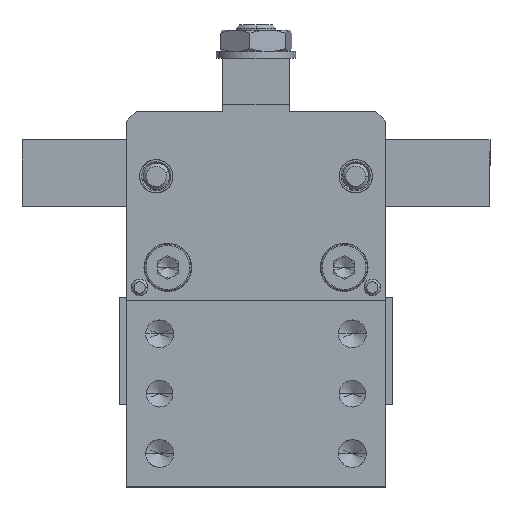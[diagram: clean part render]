
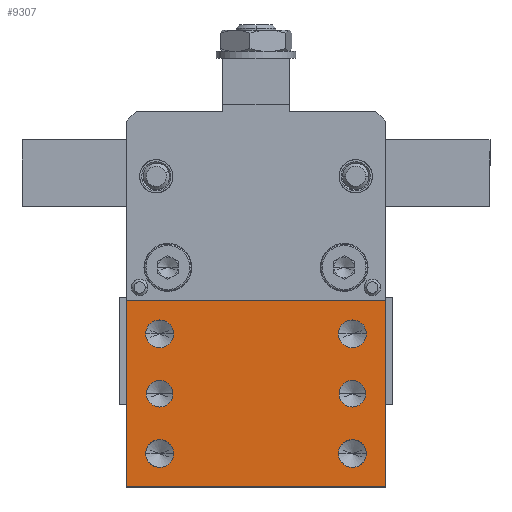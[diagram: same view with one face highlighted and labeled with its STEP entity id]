
A CAD part, top view. The second image highlights one B-rep face of the part: STEP entity #9307.
In plain terms, the highlighted planar face has unit normal (0, 0, 1).
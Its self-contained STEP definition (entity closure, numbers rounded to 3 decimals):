
#693 = VERTEX_POINT ( 'NONE', #1349 ) ;
#810 = DIRECTION ( 'NONE',  ( -1., 0., 0. ) ) ;
#828 = DIRECTION ( 'NONE',  ( 0., 0., -1. ) ) ;
#883 = PLANE ( 'NONE',  #6882 ) ;
#892 = CARTESIAN_POINT ( 'NONE',  ( -19.5, 35.6, 14. ) ) ;
#1166 = VERTEX_POINT ( 'NONE', #1233 ) ;
#1233 = CARTESIAN_POINT ( 'NONE',  ( -16.6, 5., 14. ) ) ;
#1237 = CARTESIAN_POINT ( 'NONE',  ( 12.4, 23., 14. ) ) ;
#1315 = CARTESIAN_POINT ( 'NONE',  ( -12.4, 23., 14. ) ) ;
#1329 = VERTEX_POINT ( 'NONE', #1429 ) ;
#1349 = CARTESIAN_POINT ( 'NONE',  ( 19.5, 28., 14. ) ) ;
#1386 = VERTEX_POINT ( 'NONE', #1237 ) ;
#1423 = VERTEX_POINT ( 'NONE', #1315 ) ;
#1429 = CARTESIAN_POINT ( 'NONE',  ( 16.6, 5., 14. ) ) ;
#3242 = CARTESIAN_POINT ( 'NONE',  ( 14.5, 5., 14. ) ) ;
#3243 = DIRECTION ( 'NONE',  ( 0., 0., 1. ) ) ;
#3244 = DIRECTION ( 'NONE',  ( 1., 0., 0. ) ) ;
#3247 = CARTESIAN_POINT ( 'NONE',  ( 14.5, 23., 14. ) ) ;
#3248 = DIRECTION ( 'NONE',  ( 0., 0., 1. ) ) ;
#3249 = DIRECTION ( 'NONE',  ( 1., 0., 0. ) ) ;
#3379 = CARTESIAN_POINT ( 'NONE',  ( -14.5, 14., 14. ) ) ;
#3387 = DIRECTION ( 'NONE',  ( 0., 0., 1. ) ) ;
#3388 = DIRECTION ( 'NONE',  ( 1., 0., 0. ) ) ;
#3407 = CARTESIAN_POINT ( 'NONE',  ( 19.5, 0., 14. ) ) ;
#3408 = DIRECTION ( 'NONE',  ( 0., 1., 0. ) ) ;
#3415 = CARTESIAN_POINT ( 'NONE',  ( 14.5, 14., 14. ) ) ;
#3420 = DIRECTION ( 'NONE',  ( 0., 0., 1. ) ) ;
#3421 = DIRECTION ( 'NONE',  ( 1., 0., 0. ) ) ;
#3425 = CARTESIAN_POINT ( 'NONE',  ( -19.5, 0., 14. ) ) ;
#3426 = DIRECTION ( 'NONE',  ( 1., 0., 0. ) ) ;
#3614 = CARTESIAN_POINT ( 'NONE',  ( -19.5, 0., 14. ) ) ;
#3615 = DIRECTION ( 'NONE',  ( 0., -1., 0. ) ) ;
#3679 = CARTESIAN_POINT ( 'NONE',  ( -14.5, 5., 14. ) ) ;
#3684 = DIRECTION ( 'NONE',  ( 0., 0., 1. ) ) ;
#3685 = DIRECTION ( 'NONE',  ( 1., 0., 0. ) ) ;
#3877 = CARTESIAN_POINT ( 'NONE',  ( -14.5, 14., 14. ) ) ;
#3878 = DIRECTION ( 'NONE',  ( 0., 0., 1. ) ) ;
#3879 = DIRECTION ( 'NONE',  ( 1., 0., 0. ) ) ;
#3886 = CARTESIAN_POINT ( 'NONE',  ( 14.5, 14., 14. ) ) ;
#3887 = DIRECTION ( 'NONE',  ( 0., 0., 1. ) ) ;
#3888 = DIRECTION ( 'NONE',  ( 1., 0., 0. ) ) ;
#4388 = EDGE_LOOP ( 'NONE', ( #10569, #10597 ) ) ;
#4396 = EDGE_LOOP ( 'NONE', ( #10615, #10560 ) ) ;
#4403 = EDGE_LOOP ( 'NONE', ( #10556, #10549, #10553, #10575 ) ) ;
#4423 = EDGE_LOOP ( 'NONE', ( #10546, #10542 ) ) ;
#4436 = CARTESIAN_POINT ( 'NONE',  ( -16.5, 14., 14. ) ) ;
#4438 = CARTESIAN_POINT ( 'NONE',  ( 12.5, 14., 14. ) ) ;
#4440 = CARTESIAN_POINT ( 'NONE',  ( -19.5, 28., 14. ) ) ;
#4452 = CARTESIAN_POINT ( 'NONE',  ( -12.4, 5., 14. ) ) ;
#4454 = CARTESIAN_POINT ( 'NONE',  ( -12.5, 14., 14. ) ) ;
#4470 = CARTESIAN_POINT ( 'NONE',  ( 12.4, 5., 14. ) ) ;
#4490 = CARTESIAN_POINT ( 'NONE',  ( -16.6, 23., 14. ) ) ;
#4492 = CARTESIAN_POINT ( 'NONE',  ( 16.5, 14., 14. ) ) ;
#5742 = CARTESIAN_POINT ( 'NONE',  ( -14.5, 5., 14. ) ) ;
#5743 = DIRECTION ( 'NONE',  ( 0., 0., 1. ) ) ;
#5744 = DIRECTION ( 'NONE',  ( 1., 0., 0. ) ) ;
#5794 = CARTESIAN_POINT ( 'NONE',  ( 14.5, 23., 14. ) ) ;
#5799 = DIRECTION ( 'NONE',  ( 0., 0., 1. ) ) ;
#5800 = DIRECTION ( 'NONE',  ( 1., 0., 0. ) ) ;
#5814 = CARTESIAN_POINT ( 'NONE',  ( -14.5, 23., 14. ) ) ;
#5815 = DIRECTION ( 'NONE',  ( 0., 0., 1. ) ) ;
#5816 = DIRECTION ( 'NONE',  ( 1., 0., 0. ) ) ;
#5851 = CARTESIAN_POINT ( 'NONE',  ( 14.5, 5., 14. ) ) ;
#5852 = DIRECTION ( 'NONE',  ( 0., 0., 1. ) ) ;
#5853 = DIRECTION ( 'NONE',  ( 1., 0., 0. ) ) ;
#6882 = AXIS2_PLACEMENT_3D ( 'NONE', #892, #828, #810 ) ;
#7310 = AXIS2_PLACEMENT_3D ( 'NONE', #5742, #5743, #5744 ) ;
#7312 = AXIS2_PLACEMENT_3D ( 'NONE', #5794, #5799, #5800 ) ;
#7318 = AXIS2_PLACEMENT_3D ( 'NONE', #5814, #5815, #5816 ) ;
#7323 = AXIS2_PLACEMENT_3D ( 'NONE', #5851, #5852, #5853 ) ;
#7327 = AXIS2_PLACEMENT_3D ( 'NONE', #3877, #3878, #3879 ) ;
#7328 = AXIS2_PLACEMENT_3D ( 'NONE', #3886, #3887, #3888 ) ;
#7404 = AXIS2_PLACEMENT_3D ( 'NONE', #3242, #3243, #3244 ) ;
#7405 = AXIS2_PLACEMENT_3D ( 'NONE', #3247, #3248, #3249 ) ;
#7427 = AXIS2_PLACEMENT_3D ( 'NONE', #3379, #3387, #3388 ) ;
#7433 = AXIS2_PLACEMENT_3D ( 'NONE', #3415, #3420, #3421 ) ;
#7487 = AXIS2_PLACEMENT_3D ( 'NONE', #3679, #3684, #3685 ) ;
#7499 = AXIS2_PLACEMENT_3D ( 'NONE', #7724, #7732, #7733 ) ;
#7724 = CARTESIAN_POINT ( 'NONE',  ( -14.5, 23., 14. ) ) ;
#7732 = DIRECTION ( 'NONE',  ( 0., 0., 1. ) ) ;
#7733 = DIRECTION ( 'NONE',  ( 1., 0., 0. ) ) ;
#7848 = CARTESIAN_POINT ( 'NONE',  ( 19.5, 28., 14. ) ) ;
#7849 = DIRECTION ( 'NONE',  ( -1., 0., 0. ) ) ;
#8957 = CARTESIAN_POINT ( 'NONE',  ( 16.6, 23., 14. ) ) ;
#8992 = CARTESIAN_POINT ( 'NONE',  ( -19.5, 0., 14. ) ) ;
#9001 = CARTESIAN_POINT ( 'NONE',  ( 19.5, 0., 14. ) ) ;
#9307 = ADVANCED_FACE ( 'NONE', ( #11707, #11714, #11716, #11717, #11700, #11712, #11715 ), #883, .F. ) ;
#10542 = ORIENTED_EDGE ( 'NONE', *, *, #16109, .F. ) ;
#10546 = ORIENTED_EDGE ( 'NONE', *, *, #16382, .F. ) ;
#10549 = ORIENTED_EDGE ( 'NONE', *, *, #16612, .T. ) ;
#10553 = ORIENTED_EDGE ( 'NONE', *, *, #16519, .T. ) ;
#10556 = ORIENTED_EDGE ( 'NONE', *, *, #16439, .T. ) ;
#10560 = ORIENTED_EDGE ( 'NONE', *, *, #16130, .F. ) ;
#10565 = ORIENTED_EDGE ( 'NONE', *, *, #16075, .F. ) ;
#10569 = ORIENTED_EDGE ( 'NONE', *, *, #16575, .F. ) ;
#10571 = ORIENTED_EDGE ( 'NONE', *, *, #16545, .F. ) ;
#10575 = ORIENTED_EDGE ( 'NONE', *, *, #16446, .T. ) ;
#10582 = ORIENTED_EDGE ( 'NONE', *, *, #16126, .F. ) ;
#10587 = ORIENTED_EDGE ( 'NONE', *, *, #16384, .F. ) ;
#10597 = ORIENTED_EDGE ( 'NONE', *, *, #16094, .F. ) ;
#10599 = ORIENTED_EDGE ( 'NONE', *, *, #16087, .F. ) ;
#10615 = ORIENTED_EDGE ( 'NONE', *, *, #16444, .F. ) ;
#10632 = ORIENTED_EDGE ( 'NONE', *, *, #16432, .F. ) ;
#11700 = FACE_BOUND ( 'NONE', #14602, .T. ) ;
#11707 = FACE_BOUND ( 'NONE', #14617, .T. ) ;
#11712 = FACE_BOUND ( 'NONE', #4396, .T. ) ;
#11714 = FACE_BOUND ( 'NONE', #4388, .T. ) ;
#11715 = FACE_OUTER_BOUND ( 'NONE', #4403, .T. ) ;
#11716 = FACE_BOUND ( 'NONE', #14582, .T. ) ;
#11717 = FACE_BOUND ( 'NONE', #4423, .T. ) ;
#12916 = CIRCLE ( 'NONE', #7310, 2.1 ) ;
#13300 = CIRCLE ( 'NONE', #7312, 2.1 ) ;
#13313 = CIRCLE ( 'NONE', #7318, 2.1 ) ;
#13335 = CIRCLE ( 'NONE', #7323, 2.1 ) ;
#13355 = CIRCLE ( 'NONE', #7327, 2. ) ;
#13360 = CIRCLE ( 'NONE', #7328, 2. ) ;
#13768 = CIRCLE ( 'NONE', #7404, 2.1 ) ;
#13769 = CIRCLE ( 'NONE', #7405, 2.1 ) ;
#13839 = CIRCLE ( 'NONE', #7427, 2. ) ;
#13844 = LINE ( 'NONE', #3407, #13845 ) ;
#13845 = VECTOR ( 'NONE', #3408, 1000. ) ;
#13849 = LINE ( 'NONE', #3425, #13856 ) ;
#13856 = VECTOR ( 'NONE', #3426, 1000. ) ;
#13857 = CIRCLE ( 'NONE', #7433, 2. ) ;
#13961 = LINE ( 'NONE', #3614, #13963 ) ;
#13963 = VECTOR ( 'NONE', #3615, 1000. ) ;
#14000 = CIRCLE ( 'NONE', #7487, 2.1 ) ;
#14045 = CIRCLE ( 'NONE', #7499, 2.1 ) ;
#14099 = LINE ( 'NONE', #7848, #14101 ) ;
#14101 = VECTOR ( 'NONE', #7849, 1000. ) ;
#14582 = EDGE_LOOP ( 'NONE', ( #10571, #10565 ) ) ;
#14602 = EDGE_LOOP ( 'NONE', ( #10632, #10582 ) ) ;
#14617 = EDGE_LOOP ( 'NONE', ( #10587, #10599 ) ) ;
#14657 = VERTEX_POINT ( 'NONE', #8957 ) ;
#14692 = VERTEX_POINT ( 'NONE', #8992 ) ;
#14701 = VERTEX_POINT ( 'NONE', #9001 ) ;
#14708 = VERTEX_POINT ( 'NONE', #4436 ) ;
#14710 = VERTEX_POINT ( 'NONE', #4438 ) ;
#14712 = VERTEX_POINT ( 'NONE', #4440 ) ;
#14724 = VERTEX_POINT ( 'NONE', #4452 ) ;
#14726 = VERTEX_POINT ( 'NONE', #4454 ) ;
#14742 = VERTEX_POINT ( 'NONE', #4470 ) ;
#14762 = VERTEX_POINT ( 'NONE', #4490 ) ;
#14764 = VERTEX_POINT ( 'NONE', #4492 ) ;
#16075 = EDGE_CURVE ( 'NONE', #1166, #14724, #12916, .T. ) ;
#16087 = EDGE_CURVE ( 'NONE', #1386, #14657, #13300, .T. ) ;
#16094 = EDGE_CURVE ( 'NONE', #14762, #1423, #13313, .T. ) ;
#16109 = EDGE_CURVE ( 'NONE', #14742, #1329, #13335, .T. ) ;
#16126 = EDGE_CURVE ( 'NONE', #14708, #14726, #13355, .T. ) ;
#16130 = EDGE_CURVE ( 'NONE', #14710, #14764, #13360, .T. ) ;
#16382 = EDGE_CURVE ( 'NONE', #1329, #14742, #13768, .T. ) ;
#16384 = EDGE_CURVE ( 'NONE', #14657, #1386, #13769, .T. ) ;
#16432 = EDGE_CURVE ( 'NONE', #14726, #14708, #13839, .T. ) ;
#16439 = EDGE_CURVE ( 'NONE', #14701, #693, #13844, .T. ) ;
#16444 = EDGE_CURVE ( 'NONE', #14764, #14710, #13857, .T. ) ;
#16446 = EDGE_CURVE ( 'NONE', #14692, #14701, #13849, .T. ) ;
#16519 = EDGE_CURVE ( 'NONE', #14712, #14692, #13961, .T. ) ;
#16545 = EDGE_CURVE ( 'NONE', #14724, #1166, #14000, .T. ) ;
#16575 = EDGE_CURVE ( 'NONE', #1423, #14762, #14045, .T. ) ;
#16612 = EDGE_CURVE ( 'NONE', #693, #14712, #14099, .T. ) ;
